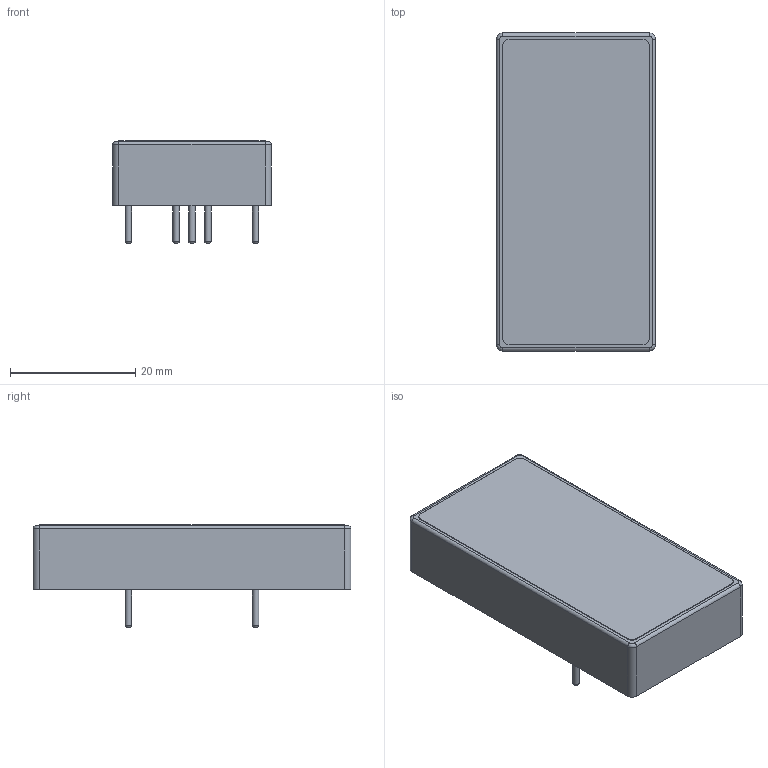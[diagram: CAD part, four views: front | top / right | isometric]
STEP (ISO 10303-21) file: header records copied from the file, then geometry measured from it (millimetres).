
FILE_DESCRIPTION(/* description */ ('model of Converter_DCDC_TRACO_TEN20-xxxx_Dual_THT'),/* implementation_level */ '2;1');
FILE_NAME(/* name */ 'Converter_DCDC_TRACO_TEN20-xxxx_Dual_THT.step',/* time_stamp */ '2018-03-25T16:11:50',/* author */ ('kicad StepUp','ksu'),/* organization */ ('FreeCAD'),/* preprocessor_version */ 'OCC',/* originating_system */ 'kicad StepUp',/* authorisation */ '');
FILE_SCHEMA(('AUTOMOTIVE_DESIGN { 1 0 10303 214 1 1 1 1 }'));
Length unit declared in the file: millimetre
Products named in the file (5): ASSEMBLY; Converter_DCDC_TRACO_TEN20_xxxx_Dual_THT001; Shape0_839597481843; Shape0_763859060913; Converter_DCDC_TRACO_TEN20_xxxx_Dual_THT
Assembly tree (4 placements, depth 2):
  ASSEMBLY
    Converter_DCDC_TRACO_TEN20_xxxx_Dual_THT001
    Shape0_839597481843
    Shape0_763859060913
    Converter_DCDC_TRACO_TEN20_xxxx_Dual_THT
Bounding box: 25.4 x 50.8 x 16.3 mm (x, y, z)
Surface area: 10614.5 mm2
Topology: 9 solids, 9 shells, 79 faces, 158 edges, 98 vertices
Faces by surface type: plane 35, cylinder 30, torus 14
Full cylindrical faces by diameter (mm): 1 x6
Entity records: 2389 total; most frequent: DIRECTION 406, CARTESIAN_POINT 340, ORIENTED_EDGE 316, AXIS2_PLACEMENT_3D 164, EDGE_CURVE 158, VERTEX_POINT 98, FACE_BOUND 80, EDGE_LOOP 80
